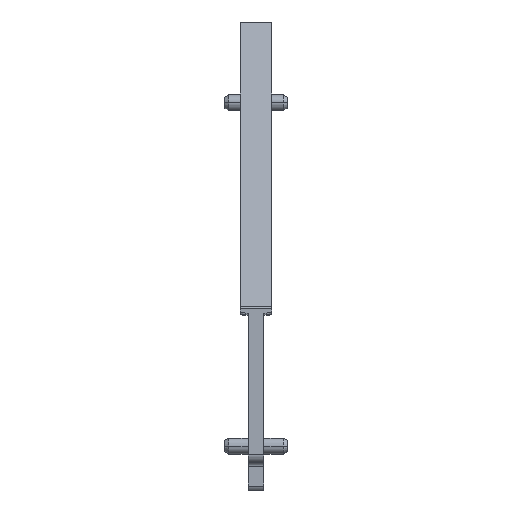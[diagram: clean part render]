
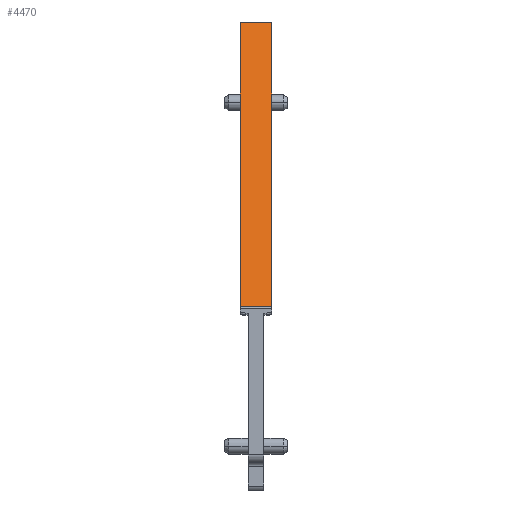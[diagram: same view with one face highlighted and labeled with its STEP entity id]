
A CAD part, front view. The second image highlights one B-rep face of the part: STEP entity #4470.
In plain terms, the highlighted planar face has unit normal (0, -0.596, 0.803).
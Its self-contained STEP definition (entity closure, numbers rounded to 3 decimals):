
#4457=AXIS2_PLACEMENT_3D('Plane Axis2P3D',#4454,#4455,#4456) ;
#3729=CARTESIAN_POINT('Vertex',(2.,0.121,23.385)) ;
#3732=CARTESIAN_POINT('Line Origine',(2.,24.504,41.493)) ;
#3736=CARTESIAN_POINT('Vertex',(2.,48.887,59.601)) ;
#3892=CARTESIAN_POINT('Vertex',(6.,48.887,59.601)) ;
#3895=CARTESIAN_POINT('Line Origine',(6.,24.504,41.493)) ;
#3899=CARTESIAN_POINT('Vertex',(6.,0.121,23.385)) ;
#3989=CARTESIAN_POINT('Line Origine',(4.,0.121,23.385)) ;
#4454=CARTESIAN_POINT('Axis2P3D Location',(3.,0.,23.295)) ;
#4459=CARTESIAN_POINT('Line Origine',(4.,48.887,59.601)) ;
#3733=DIRECTION('Vector Direction',(0.,0.803,0.596)) ;
#3896=DIRECTION('Vector Direction',(0.,0.803,0.596)) ;
#3990=DIRECTION('Vector Direction',(-1.,0.,0.)) ;
#4455=DIRECTION('Axis2P3D Direction',(0.,0.596,-0.803)) ;
#4456=DIRECTION('Axis2P3D XDirection',(0.,0.803,0.596)) ;
#4460=DIRECTION('Vector Direction',(1.,0.,0.)) ;
#3734=VECTOR('Line Direction',#3733,1.) ;
#3897=VECTOR('Line Direction',#3896,1.) ;
#3991=VECTOR('Line Direction',#3990,1.) ;
#4461=VECTOR('Line Direction',#4460,1.) ;
#4465=ORIENTED_EDGE('',*,*,#3993,.T.) ;
#4466=ORIENTED_EDGE('',*,*,#3901,.T.) ;
#4467=ORIENTED_EDGE('',*,*,#4463,.F.) ;
#4468=ORIENTED_EDGE('',*,*,#3738,.F.) ;
#4470=ADVANCED_FACE('TW_PRV8',(#4469),#4458,.F.) ;
#3738=EDGE_CURVE('',#3730,#3737,#3735,.T.) ;
#3901=EDGE_CURVE('',#3900,#3893,#3898,.T.) ;
#3993=EDGE_CURVE('',#3730,#3900,#3992,.F.) ;
#4463=EDGE_CURVE('',#3737,#3893,#4462,.T.) ;
#4464=EDGE_LOOP('',(#4465,#4466,#4467,#4468)) ;
#4469=FACE_OUTER_BOUND('',#4464,.T.) ;
#3735=LINE('Line',#3732,#3734) ;
#3898=LINE('Line',#3895,#3897) ;
#3992=LINE('Line',#3989,#3991) ;
#4462=LINE('Line',#4459,#4461) ;
#4458=PLANE('',#4457) ;
#3730=VERTEX_POINT('',#3729) ;
#3737=VERTEX_POINT('',#3736) ;
#3893=VERTEX_POINT('',#3892) ;
#3900=VERTEX_POINT('',#3899) ;
